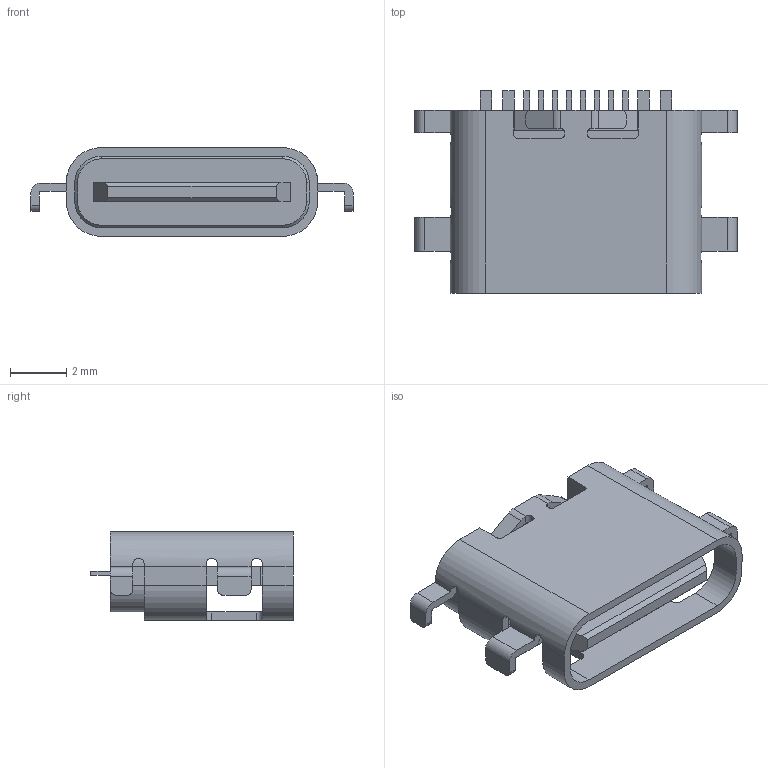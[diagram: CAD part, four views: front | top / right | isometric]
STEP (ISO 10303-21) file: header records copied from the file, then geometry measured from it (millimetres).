
FILE_DESCRIPTION (( 'STEP AP214' ), '1' );
FILE_NAME ('USB-C-SMD_GT-USB-7014D.STEP', '2021-09-06T23:54:43', ( '微软用户' ), ( '微软中国' ), 'SwSTEP 2.0', 'SolidWorks 2017', '' );
FILE_SCHEMA (( 'AUTOMOTIVE_DESIGN' ));
Length unit declared in the file: millimetre
Products named in the file (1): USB-C-SMD_GT-USB-7014D
Bounding box: 11.45 x 7.2 x 3.16 mm (x, y, z)
Volume: 98.5 mm3; surface area: 413.7 mm2
Topology: 2 solids, 2 shells, 287 faces, 796 edges, 528 vertices
Faces by surface type: plane 201, cylinder 68, bspline 14, cone 4
Entity records: 12467 total; most frequent: CARTESIAN_POINT 2542, ORIENTED_EDGE 1592, DIRECTION 1428, EDGE_CURVE 796, VECTOR 600, LINE 600, VERTEX_POINT 528, AXIS2_PLACEMENT_3D 414
